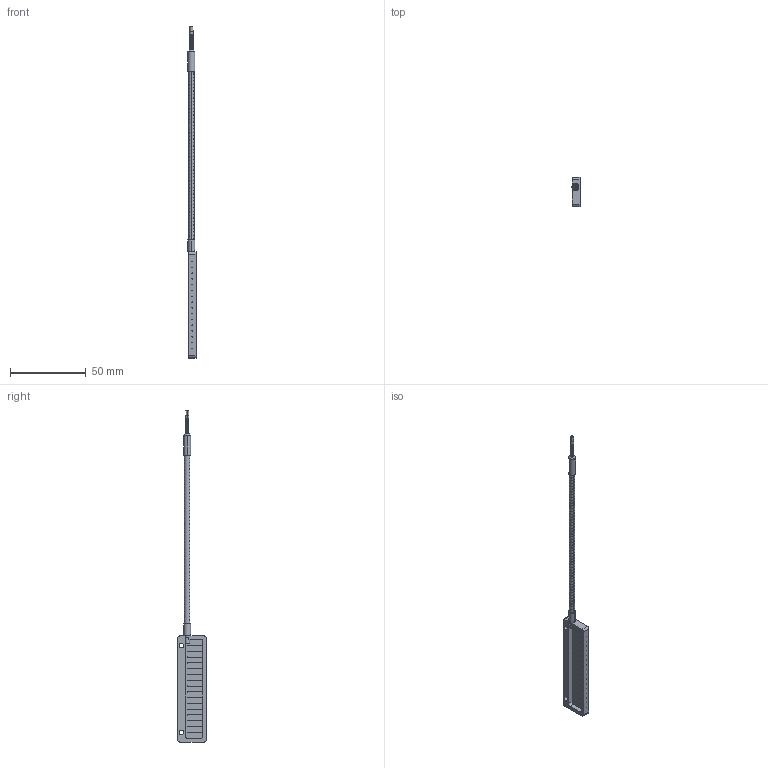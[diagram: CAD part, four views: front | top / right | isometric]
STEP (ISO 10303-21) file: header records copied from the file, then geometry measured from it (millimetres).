
FILE_DESCRIPTION((''),'2;1');
FILE_NAME('193339_ASM','2016-02-17T',('pdmadmin'),(''),'PRO/ENGINEER BY PARAMETRIC TECHNOLOGY CORPORATION, 2013230','PRO/ENGINEER BY PARAMETRIC TECHNOLOGY CORPORATION, 2013230','');
FILE_SCHEMA(('CONFIG_CONTROL_DESIGN'));
Length unit declared in the file: inch
Products named in the file (8): 116134; 51053; 110534; 10143; FIBER_CORE_010_0-25; 110532; 29894_ASM; 193339_ASM
Assembly tree (22 placements, depth 3):
  193339_ASM
    29894_ASM
      116134
      51053
      110534
      10143
      FIBER_CORE_010_0-25  x16
      110532
Bounding box: 5.35 x 19.05 x 218.62 mm (x, y, z)
Volume: 5150.3 mm3; surface area: 11974.8 mm2
Topology: 29 solids, 29 shells, 690 faces, 1410 edges, 786 vertices
Faces by surface type: torus 200, cylinder 193, cone 136, plane 99, bspline 62
Entity records: 29398 total; most frequent: CARTESIAN_POINT 15351, DIRECTION 3305, ORIENTED_EDGE 2640, AXIS2_PLACEMENT_3D 1435, EDGE_CURVE 1320, CIRCLE 816, VERTEX_POINT 726, EDGE_LOOP 682
